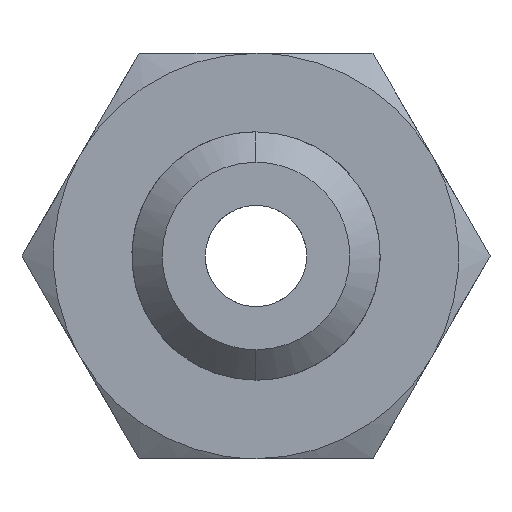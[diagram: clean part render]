
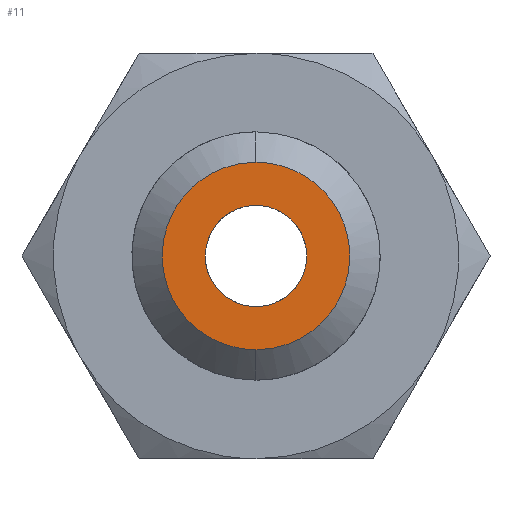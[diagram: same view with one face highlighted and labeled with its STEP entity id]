
A CAD part, front view. The second image highlights one B-rep face of the part: STEP entity #11.
In plain terms, the highlighted free-form (B-spline) face has degree [1, 1] with [2, 2] control points.
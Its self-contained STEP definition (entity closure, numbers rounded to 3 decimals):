
#7 = CARTESIAN_POINT ( 'NONE',  ( 0., 0., -1.85 ) ) ;
#11 = ADVANCED_FACE ( 'NONE', ( #869, #1722 ), #1589, .T. ) ;
#69 = CARTESIAN_POINT ( 'NONE',  ( 0., 0., 1. ) ) ;
#70 = CARTESIAN_POINT ( 'NONE',  ( 0., 0., 1.85 ) ) ;
#78 = CARTESIAN_POINT ( 'NONE',  ( -1., 0., 0. ) ) ;
#114 = CARTESIAN_POINT ( 'NONE',  ( 1., 0., 0. ) ) ;
#128 = CARTESIAN_POINT ( 'NONE',  ( -1.616, 0., -0.932 ) ) ;
#164 = CARTESIAN_POINT ( 'NONE',  ( 1.616, 0., -0.932 ) ) ;
#188 = CARTESIAN_POINT ( 'NONE',  ( 0.932, 0., -1.616 ) ) ;
#189 = CARTESIAN_POINT ( 'NONE',  ( 0., 0., -1.85 ) ) ;
#195 = ORIENTED_EDGE ( 'NONE', *, *, #1960, .F. ) ;
#214 = EDGE_CURVE ( 'NONE', #1009, #660, #1179, .T. ) ;
#222 = CARTESIAN_POINT ( 'NONE',  ( -1.872, 0., 1.872 ) ) ;
#233 = CARTESIAN_POINT ( 'NONE',  ( 1., 0., 0. ) ) ;
#313 = CARTESIAN_POINT ( 'NONE',  ( 0., 0., 1.85 ) ) ;
#321 = CARTESIAN_POINT ( 'NONE',  ( 1.802, 0., -0.484 ) ) ;
#391 = CARTESIAN_POINT ( 'NONE',  ( 1., 0., 0.586 ) ) ;
#397 = EDGE_CURVE ( 'NONE', #660, #1009, #1502, .T. ) ;
#431 = CARTESIAN_POINT ( 'NONE',  ( -0.243, 0., -1.85 ) ) ;
#437 = CARTESIAN_POINT ( 'NONE',  ( -1.85, 0., -0.243 ) ) ;
#441 = VERTEX_POINT ( 'NONE', #114 ) ;
#471 = CARTESIAN_POINT ( 'NONE',  ( 0.484, 0., -1.802 ) ) ;
#477 = CARTESIAN_POINT ( 'NONE',  ( 0., 0., 1.85 ) ) ;
#547 = CARTESIAN_POINT ( 'NONE',  ( -1., 0., 0.586 ) ) ;
#580 = CARTESIAN_POINT ( 'NONE',  ( 1.872, 0., -1.872 ) ) ;
#617 = CARTESIAN_POINT ( 'NONE',  ( 0.243, 0., -1.85 ) ) ;
#639 = CARTESIAN_POINT ( 'NONE',  ( 1.616, 0., 0.932 ) ) ;
#660 = VERTEX_POINT ( 'NONE', #477 ) ;
#709 = ORIENTED_EDGE ( 'NONE', *, *, #397, .T. ) ;
#733 = CARTESIAN_POINT ( 'NONE',  ( -0.932, 0., 1.616 ) ) ;
#739 = CARTESIAN_POINT ( 'NONE',  ( -0.932, 0., -1.616 ) ) ;
#754 = ORIENTED_EDGE ( 'NONE', *, *, #1949, .F. ) ;
#776 = CARTESIAN_POINT ( 'NONE',  ( 1.85, 0., -0.243 ) ) ;
#793 = CARTESIAN_POINT ( 'NONE',  ( 0.243, 0., 1.85 ) ) ;
#869 = FACE_BOUND ( 'NONE', #1808, .T. ) ;
#893 = CARTESIAN_POINT ( 'NONE',  ( -1.48, 0., -1.136 ) ) ;
#913 = CARTESIAN_POINT ( 'NONE',  ( -1.48, 0., 1.136 ) ) ;
#924 = VERTEX_POINT ( 'NONE', #1903 ) ;
#945 = CARTESIAN_POINT ( 'NONE',  ( 0.484, 0., 1.802 ) ) ;
#1009 = VERTEX_POINT ( 'NONE', #189 ) ;
#1046 = CARTESIAN_POINT ( 'NONE',  ( -1.616, 0., 0.932 ) ) ;
#1049 = CARTESIAN_POINT ( 'NONE',  ( -1.85, 0., 0.243 ) ) ;
#1093 = CARTESIAN_POINT ( 'NONE',  ( 1.136, 0., -1.48 ) ) ;
#1098 = CARTESIAN_POINT ( 'NONE',  ( 1.48, 0., 1.136 ) ) ;
#1179 = B_SPLINE_CURVE_WITH_KNOTS ( 'NONE', 3,
 ( #7, #617, #471, #188, #1093, #1441, #164, #321, #776, #1596, #1256, #639, #1098, #1261, #1249, #945, #793, #313 ),
 .UNSPECIFIED., .F., .F.,
 ( 4, 2, 2, 2, 2, 2, 2, 2, 4 ),
 ( 0., 0.393, 0.785, 1.178, 1.571, 1.963, 2.356, 2.749, 3.142 ),
 .UNSPECIFIED. ) ;
#1216 = CARTESIAN_POINT ( 'NONE',  ( -1.802, 0., -0.484 ) ) ;
#1249 = CARTESIAN_POINT ( 'NONE',  ( 0.932, 0., 1.616 ) ) ;
#1256 = CARTESIAN_POINT ( 'NONE',  ( 1.802, 0., 0.484 ) ) ;
#1261 = CARTESIAN_POINT ( 'NONE',  ( 1.136, 0., 1.48 ) ) ;
#1315 = CARTESIAN_POINT ( 'NONE',  ( 0.586, 0., 1. ) ) ;
#1328 = CARTESIAN_POINT ( 'NONE',  ( 1., 0., 0. ) ) ;
#1379 = CARTESIAN_POINT ( 'NONE',  ( -0.484, 0., -1.802 ) ) ;
#1441 = CARTESIAN_POINT ( 'NONE',  ( 1.48, 0., -1.136 ) ) ;
#1489 = CARTESIAN_POINT ( 'NONE',  ( 1., 0., -2. ) ) ;
#1495 = CARTESIAN_POINT ( 'NONE',  ( -0.586, 0., 1. ) ) ;
#1496 = CARTESIAN_POINT ( 'NONE',  ( -0.243, 0., 1.85 ) ) ;
#1502 = B_SPLINE_CURVE_WITH_KNOTS ( 'NONE', 3,
 ( #70, #1496, #2001, #733, #1997, #913, #1046, #2009, #1049, #437, #1216, #128, #893, #1545, #739, #1379, #431, #1537 ),
 .UNSPECIFIED., .F., .F.,
 ( 4, 2, 2, 2, 2, 2, 2, 2, 4 ),
 ( 0., 0.393, 0.785, 1.178, 1.571, 1.963, 2.356, 2.749, 3.142 ),
 .UNSPECIFIED. ) ;
#1532 = CARTESIAN_POINT ( 'NONE',  ( -1.872, 0., -1.872 ) ) ;
#1534 = ORIENTED_EDGE ( 'NONE', *, *, #214, .T. ) ;
#1537 = CARTESIAN_POINT ( 'NONE',  ( 0., 0., -1.85 ) ) ;
#1545 = CARTESIAN_POINT ( 'NONE',  ( -1.136, 0., -1.48 ) ) ;
#1558 =( BOUNDED_CURVE ( )  B_SPLINE_CURVE ( 3, ( #78, #1821, #1489, #233 ),
 .UNSPECIFIED., .F., .F. ) 
 B_SPLINE_CURVE_WITH_KNOTS ( ( 4, 4 ),
 ( -3.142, 0. ),
 .UNSPECIFIED. ) 
 CURVE ( )  GEOMETRIC_REPRESENTATION_ITEM ( )  RATIONAL_B_SPLINE_CURVE ( ( 1., 0.333, 0.333, 1. ) ) 
 REPRESENTATION_ITEM ( '' )  );
#1589 = B_SPLINE_SURFACE_WITH_KNOTS ( 'NONE', 1, 1, ( 
 ( #222, #1852 ),
 ( #1532, #580 ) ),
 .UNSPECIFIED., .F., .F., .F.,
 ( 2, 2 ),
 ( 2, 2 ),
 ( 0., 1. ),
 ( 0., 1. ),
 .UNSPECIFIED. ) ;
#1596 = CARTESIAN_POINT ( 'NONE',  ( 1.85, 0., 0.243 ) ) ;
#1722 = FACE_OUTER_BOUND ( 'NONE', #1957, .T. ) ;
#1808 = EDGE_LOOP ( 'NONE', ( #195, #754 ) ) ;
#1821 = CARTESIAN_POINT ( 'NONE',  ( -1., 0., -2. ) ) ;
#1852 = CARTESIAN_POINT ( 'NONE',  ( 1.872, 0., 1.872 ) ) ;
#1903 = CARTESIAN_POINT ( 'NONE',  ( -1., 0., 0. ) ) ;
#1949 = EDGE_CURVE ( 'NONE', #924, #441, #1558, .T. ) ;
#1957 = EDGE_LOOP ( 'NONE', ( #709, #1534 ) ) ;
#1960 = EDGE_CURVE ( 'NONE', #441, #924, #2039, .T. ) ;
#1973 = CARTESIAN_POINT ( 'NONE',  ( -1., 0., 0. ) ) ;
#1997 = CARTESIAN_POINT ( 'NONE',  ( -1.136, 0., 1.48 ) ) ;
#2001 = CARTESIAN_POINT ( 'NONE',  ( -0.484, 0., 1.802 ) ) ;
#2009 = CARTESIAN_POINT ( 'NONE',  ( -1.802, 0., 0.484 ) ) ;
#2039 =( BOUNDED_CURVE ( )  B_SPLINE_CURVE ( 3, ( #1328, #391, #1315, #69, #1495, #547, #1973 ),
 .UNSPECIFIED., .F., .F. ) 
 B_SPLINE_CURVE_WITH_KNOTS ( ( 4, 3, 4 ),
 ( -3.142, -1.571, 0. ),
 .UNSPECIFIED. ) 
 CURVE ( )  GEOMETRIC_REPRESENTATION_ITEM ( )  RATIONAL_B_SPLINE_CURVE ( ( 1., 0.805, 0.805, 1., 0.805, 0.805, 1. ) ) 
 REPRESENTATION_ITEM ( '' )  );
